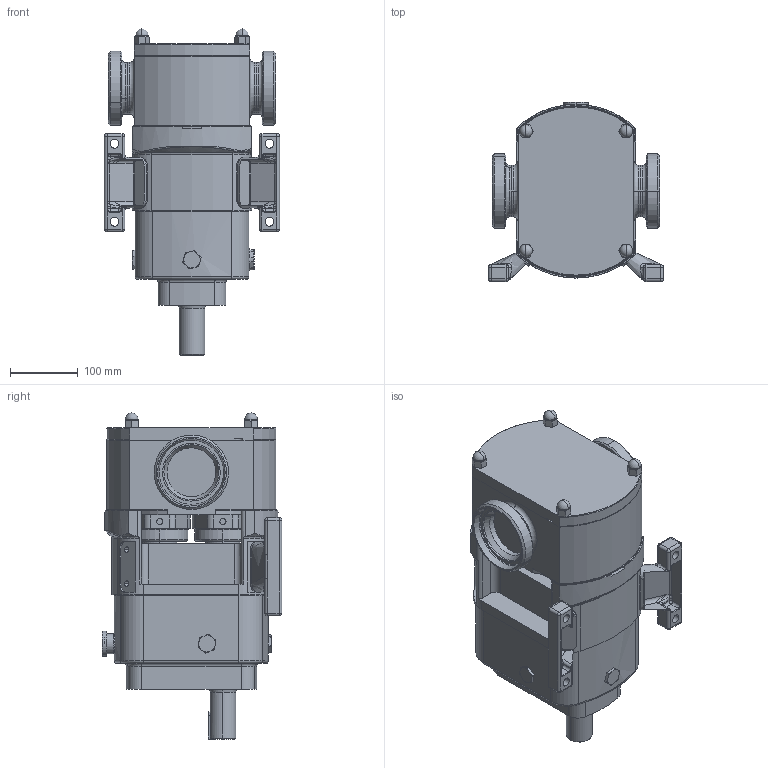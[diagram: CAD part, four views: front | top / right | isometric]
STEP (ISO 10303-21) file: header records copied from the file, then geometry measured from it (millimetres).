
FILE_DESCRIPTION (( 'STEP AP214' ), '1' );
FILE_NAME ('GA3823.STEP', '2024-11-07T16:21:31', ( '' ), ( '' ), 'SwSTEP 2.0', 'SolidWorks 2023', '' );
FILE_SCHEMA (( 'AUTOMOTIVE_DESIGN' ));
Length unit declared in the file: millimetre
Products named in the file (3): GA3823; Copy of Z94-5031-55 - 3 INCH DIN11851^GA3823; Copy of CP30-0113-07 H B^GA3823
Assembly tree (3 placements, depth 2):
  GA3823
    Copy of CP30-0113-07 H B^GA3823
    Copy of Z94-5031-55 - 3 INCH DIN11851^GA3823  x2
Bounding box: 258.39 x 264.84 x 480.83 mm (x, y, z)
Volume: 13012782.6 mm3; surface area: 579167.4 mm2
Topology: 3 solids, 3 shells, 737 faces, 1840 edges, 1108 vertices
Faces by surface type: plane 269, cylinder 249, bspline 74, torus 72, cone 41, sphere 32
Entity records: 28516 total; most frequent: CARTESIAN_POINT 11971, ORIENTED_EDGE 3508, DIRECTION 3430, EDGE_CURVE 1754, AXIS2_PLACEMENT_3D 1344, VERTEX_POINT 1076, EDGE_LOOP 766, VECTOR 742
